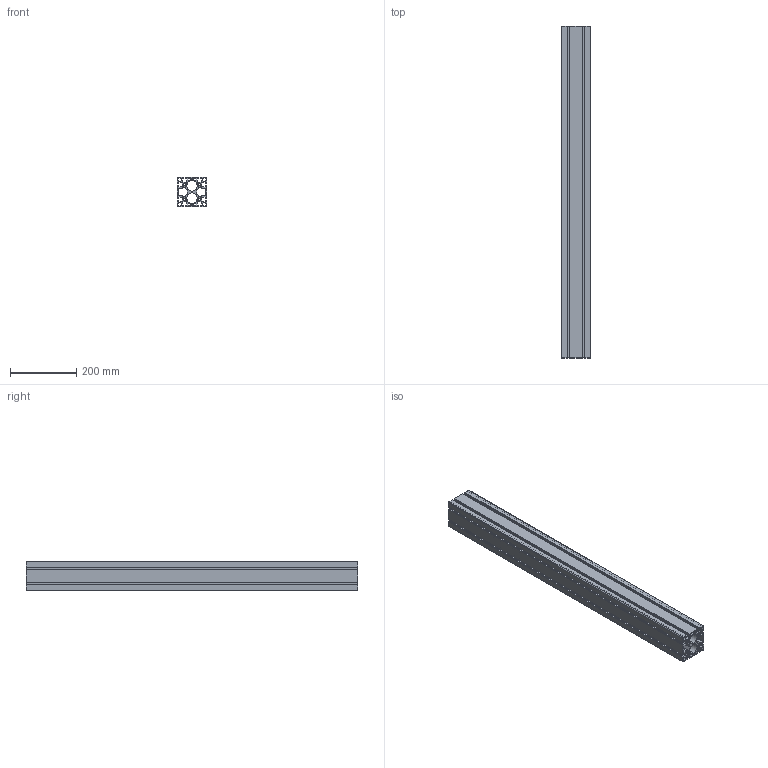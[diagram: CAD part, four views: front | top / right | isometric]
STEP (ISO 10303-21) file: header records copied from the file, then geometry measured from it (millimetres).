
FILE_DESCRIPTION(('STEP AP214'),'1');
FILE_NAME('20_1019_0_1.stp','2018-03-13T12:18:51',('MiniTec Maschinenbau GmbH & Co.KG'),(''),'Spatial InterOp 3D',' ',' ');
FILE_SCHEMA(('AUTOMOTIVE_DESIGN'));
Length unit declared in the file: millimetre
Products named in the file (1): 2018_03_13__13-18-51-286
Bounding box: 90 x 1000 x 90 mm (x, y, z)
Volume: 2793786.8 mm3; surface area: 1485642.9 mm2
Topology: 1 solids, 1 shells, 330 faces, 984 edges, 656 vertices
Faces by surface type: cylinder 170, plane 160
Entity records: 13908 total; most frequent: DIRECTION 1986, CARTESIAN_POINT 1971, ORIENTED_EDGE 1968, EDGE_CURVE 984, AXIS2_PLACEMENT_3D 671, VERTEX_POINT 656, LINE 644, VECTOR 644
